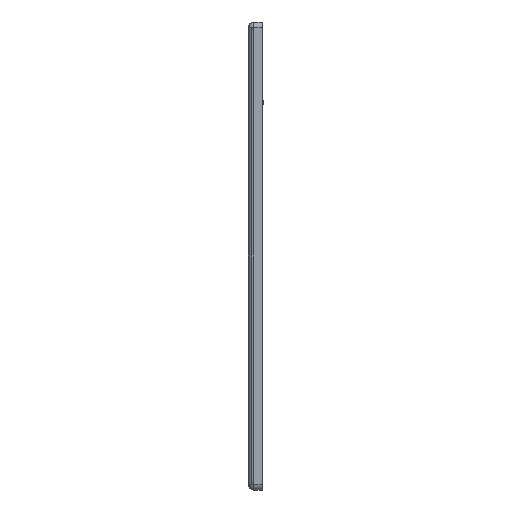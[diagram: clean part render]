
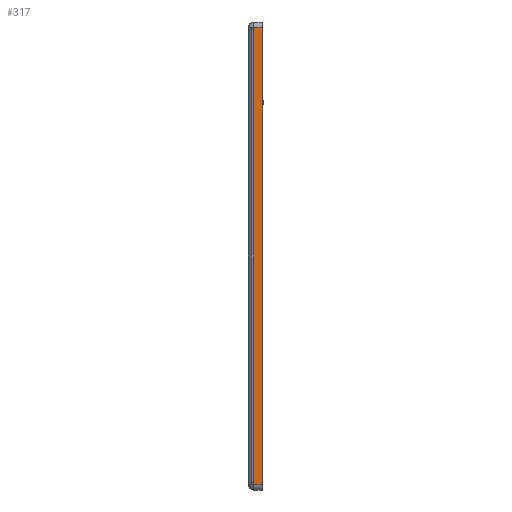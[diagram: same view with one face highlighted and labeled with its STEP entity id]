
A CAD part, left-side view. The second image highlights one B-rep face of the part: STEP entity #317.
In plain terms, the highlighted planar face has unit normal (-1, 0, 0).
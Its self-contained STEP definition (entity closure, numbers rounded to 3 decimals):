
#207 = VECTOR ( 'NONE', #9797, 1000. ) ;
#213 = FACE_OUTER_BOUND ( 'NONE', #9273, .T. ) ;
#317 = ADVANCED_FACE ( 'NONE', ( #213 ), #9753, .F. ) ;
#527 = CARTESIAN_POINT ( 'NONE',  ( 0., 0., -275.5 ) ) ;
#994 = CARTESIAN_POINT ( 'NONE',  ( 0., 5.25, -275.5 ) ) ;
#1435 = DIRECTION ( 'NONE',  ( 0., 0., 1. ) ) ;
#1743 = EDGE_CURVE ( 'NONE', #8195, #4240, #10165, .T. ) ;
#2203 = CARTESIAN_POINT ( 'NONE',  ( 0., 8.25, -275.5 ) ) ;
#3031 = CARTESIAN_POINT ( 'NONE',  ( 0., 0., -3.5 ) ) ;
#3110 = VECTOR ( 'NONE', #8430, 1000. ) ;
#3325 = EDGE_CURVE ( 'NONE', #4240, #7630, #4541, .T. ) ;
#3422 = VECTOR ( 'NONE', #1435, 1000. ) ;
#3774 = CARTESIAN_POINT ( 'NONE',  ( 0., 5.25, -3.5 ) ) ;
#4140 = ORIENTED_EDGE ( 'NONE', *, *, #8557, .F. ) ;
#4219 = LINE ( 'NONE', #7385, #207 ) ;
#4240 = VERTEX_POINT ( 'NONE', #994 ) ;
#4432 = EDGE_CURVE ( 'NONE', #7630, #5412, #7723, .T. ) ;
#4501 = DIRECTION ( 'NONE',  ( 1., 0., 0. ) ) ;
#4541 = LINE ( 'NONE', #2203, #3110 ) ;
#4552 = CARTESIAN_POINT ( 'NONE',  ( 0., 0., -3.5 ) ) ;
#5177 = ORIENTED_EDGE ( 'NONE', *, *, #1743, .T. ) ;
#5412 = VERTEX_POINT ( 'NONE', #3031 ) ;
#5714 = ORIENTED_EDGE ( 'NONE', *, *, #4432, .T. ) ;
#6056 = CARTESIAN_POINT ( 'NONE',  ( 0., 8.25, -3.5 ) ) ;
#7385 = CARTESIAN_POINT ( 'NONE',  ( 0., 8.25, -3.5 ) ) ;
#7617 = ORIENTED_EDGE ( 'NONE', *, *, #3325, .T. ) ;
#7630 = VERTEX_POINT ( 'NONE', #527 ) ;
#7709 = DIRECTION ( 'NONE',  ( 0., 0., -1. ) ) ;
#7723 = LINE ( 'NONE', #4552, #3422 ) ;
#8195 = VERTEX_POINT ( 'NONE', #3774 ) ;
#8317 = AXIS2_PLACEMENT_3D ( 'NONE', #6056, #4501, #8339 ) ;
#8339 = DIRECTION ( 'NONE',  ( 0., 0., -1. ) ) ;
#8430 = DIRECTION ( 'NONE',  ( 0., -1., 0. ) ) ;
#8557 = EDGE_CURVE ( 'NONE', #8195, #5412, #4219, .T. ) ;
#8891 = VECTOR ( 'NONE', #7709, 1000. ) ;
#9273 = EDGE_LOOP ( 'NONE', ( #4140, #5177, #7617, #5714 ) ) ;
#9753 = PLANE ( 'NONE',  #8317 ) ;
#9797 = DIRECTION ( 'NONE',  ( 0., -1., 0. ) ) ;
#10112 = CARTESIAN_POINT ( 'NONE',  ( 0., 5.25, -275.5 ) ) ;
#10165 = LINE ( 'NONE', #10112, #8891 ) ;
